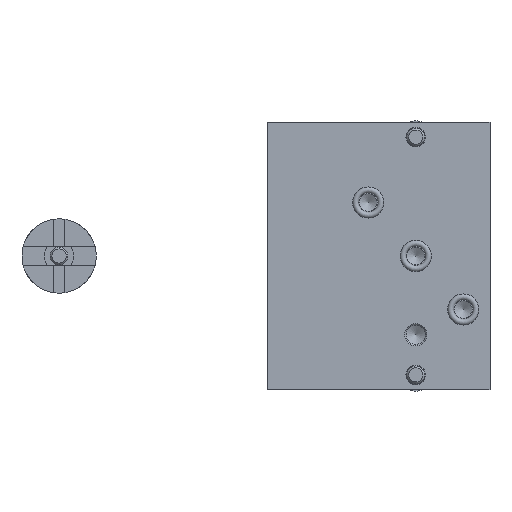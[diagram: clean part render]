
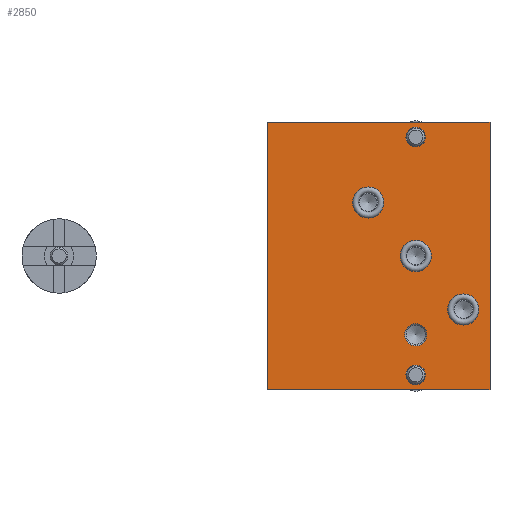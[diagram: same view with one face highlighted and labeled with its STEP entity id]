
A CAD part, front view. The second image highlights one B-rep face of the part: STEP entity #2850.
In plain terms, the highlighted planar face has unit normal (0, -1, 0).
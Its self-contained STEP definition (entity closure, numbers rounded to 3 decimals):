
#125=LINE('',#4176,#321);
#129=LINE('',#4184,#325);
#133=LINE('',#4191,#329);
#134=LINE('',#4193,#330);
#321=VECTOR('',#3379,1000.);
#325=VECTOR('',#3385,1000.);
#329=VECTOR('',#3391,1000.);
#330=VECTOR('',#3394,1000.);
#508=PLANE('',#3051);
#639=ORIENTED_EDGE('',*,*,#1259,.F.);
#640=ORIENTED_EDGE('',*,*,#1261,.F.);
#641=ORIENTED_EDGE('',*,*,#1263,.F.);
#642=ORIENTED_EDGE('',*,*,#1297,.F.);
#643=ORIENTED_EDGE('',*,*,#1298,.F.);
#644=ORIENTED_EDGE('',*,*,#1299,.F.);
#645=ORIENTED_EDGE('',*,*,#1295,.F.);
#646=ORIENTED_EDGE('',*,*,#1287,.F.);
#647=ORIENTED_EDGE('',*,*,#1296,.F.);
#648=ORIENTED_EDGE('',*,*,#1291,.F.);
#1259=EDGE_CURVE('',#1593,#1593,#1841,.T.);
#1261=EDGE_CURVE('',#1595,#1595,#1843,.T.);
#1263=EDGE_CURVE('',#1597,#1597,#1845,.T.);
#1287=EDGE_CURVE('',#1619,#1620,#125,.T.);
#1291=EDGE_CURVE('',#1622,#1623,#129,.T.);
#1295=EDGE_CURVE('',#1620,#1622,#133,.T.);
#1296=EDGE_CURVE('',#1623,#1619,#134,.T.);
#1297=EDGE_CURVE('',#1625,#1625,#1855,.T.);
#1298=EDGE_CURVE('',#1626,#1626,#1856,.T.);
#1299=EDGE_CURVE('',#1627,#1627,#1857,.T.);
#1593=VERTEX_POINT('',#4118);
#1595=VERTEX_POINT('',#4123);
#1597=VERTEX_POINT('',#4128);
#1619=VERTEX_POINT('',#4175);
#1620=VERTEX_POINT('',#4177);
#1622=VERTEX_POINT('',#4183);
#1623=VERTEX_POINT('',#4185);
#1625=VERTEX_POINT('',#4196);
#1626=VERTEX_POINT('',#4198);
#1627=VERTEX_POINT('',#4200);
#1841=CIRCLE('',#3030,5.25);
#1843=CIRCLE('',#3033,5.25);
#1845=CIRCLE('',#3036,5.25);
#1855=CIRCLE('',#3052,3.75);
#1856=CIRCLE('',#3053,3.3);
#1857=CIRCLE('',#3054,3.3);
#1986=EDGE_LOOP('',(#639));
#1987=EDGE_LOOP('',(#640));
#1988=EDGE_LOOP('',(#641));
#1989=EDGE_LOOP('',(#642));
#1990=EDGE_LOOP('',(#643));
#1991=EDGE_LOOP('',(#644));
#1992=EDGE_LOOP('',(#645,#646,#647,#648));
#2208=FACE_BOUND('',#1986,.T.);
#2209=FACE_BOUND('',#1987,.T.);
#2210=FACE_BOUND('',#1988,.T.);
#2211=FACE_BOUND('',#1989,.T.);
#2212=FACE_BOUND('',#1990,.T.);
#2213=FACE_BOUND('',#1991,.T.);
#2214=FACE_BOUND('',#1992,.T.);
#2850=ADVANCED_FACE('',(#2208,#2209,#2210,#2211,#2212,#2213,#2214),#508,
 .F.);
#3030=AXIS2_PLACEMENT_3D('',#4117,#3329,#3330);
#3033=AXIS2_PLACEMENT_3D('',#4122,#3335,#3336);
#3036=AXIS2_PLACEMENT_3D('',#4127,#3341,#3342);
#3051=AXIS2_PLACEMENT_3D('',#4194,#3395,#3396);
#3052=AXIS2_PLACEMENT_3D('',#4195,#3397,#3398);
#3053=AXIS2_PLACEMENT_3D('',#4197,#3399,#3400);
#3054=AXIS2_PLACEMENT_3D('',#4199,#3401,#3402);
#3329=DIRECTION('',(0.,-1.,0.));
#3330=DIRECTION('',(0.,0.,-1.));
#3335=DIRECTION('',(0.,-1.,0.));
#3336=DIRECTION('',(0.,0.,-1.));
#3341=DIRECTION('',(0.,-1.,0.));
#3342=DIRECTION('',(0.,0.,-1.));
#3379=DIRECTION('',(-1.,0.,0.));
#3385=DIRECTION('',(1.,0.,0.));
#3391=DIRECTION('',(0.,0.,1.));
#3394=DIRECTION('',(0.,0.,-1.));
#3395=DIRECTION('',(0.,1.,0.));
#3396=DIRECTION('',(0.,0.,1.));
#3397=DIRECTION('',(0.,-1.,0.));
#3398=DIRECTION('',(0.,0.,-1.));
#3399=DIRECTION('',(0.,-1.,0.));
#3400=DIRECTION('',(0.,0.,-1.));
#3401=DIRECTION('',(0.,-1.,0.));
#3402=DIRECTION('',(0.,0.,-1.));
#4117=CARTESIAN_POINT('',(-3.5,0.,18.));
#4118=CARTESIAN_POINT('',(-3.5,0.,12.75));
#4122=CARTESIAN_POINT('',(12.5,0.,0.));
#4123=CARTESIAN_POINT('',(12.5,0.,-5.25));
#4127=CARTESIAN_POINT('',(28.5,0.,-18.));
#4128=CARTESIAN_POINT('',(28.5,0.,-23.25));
#4175=CARTESIAN_POINT('',(37.5,0.,-45.));
#4176=CARTESIAN_POINT('',(37.5,0.,-45.));
#4177=CARTESIAN_POINT('',(-37.5,0.,-45.));
#4183=CARTESIAN_POINT('',(-37.5,0.,45.));
#4184=CARTESIAN_POINT('',(-37.5,0.,45.));
#4185=CARTESIAN_POINT('',(37.5,0.,45.));
#4191=CARTESIAN_POINT('',(-37.5,0.,-45.));
#4193=CARTESIAN_POINT('',(37.5,0.,45.));
#4194=CARTESIAN_POINT('',(0.,0.,0.));
#4195=CARTESIAN_POINT('',(12.5,0.,-26.5));
#4196=CARTESIAN_POINT('',(12.5,0.,-30.25));
#4197=CARTESIAN_POINT('',(12.5,0.,40.));
#4198=CARTESIAN_POINT('',(12.5,0.,36.7));
#4199=CARTESIAN_POINT('',(12.5,0.,-40.));
#4200=CARTESIAN_POINT('',(12.5,0.,-43.3));
